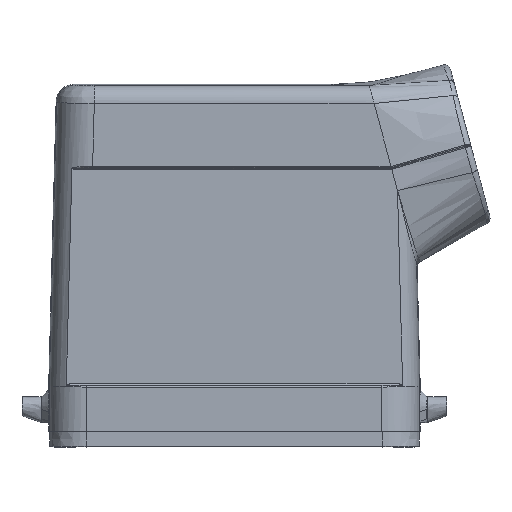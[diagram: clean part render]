
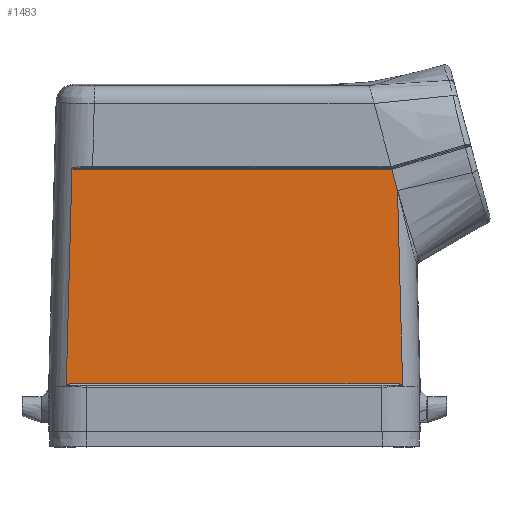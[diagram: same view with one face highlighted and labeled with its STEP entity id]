
A CAD part, front view. The second image highlights one B-rep face of the part: STEP entity #1483.
In plain terms, the highlighted planar face has unit normal (0, -1, 0).
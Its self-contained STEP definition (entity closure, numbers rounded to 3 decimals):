
#1483=ADVANCED_FACE('',(#2102),#1897,.F.);
#1897=PLANE('',#8472);
#2102=FACE_OUTER_BOUND('',#2500,.T.);
#2500=EDGE_LOOP('',(#3046,#3047,#3048,#3049,#3050,#3051,#3052,#3053));
#3046=ORIENTED_EDGE('',*,*,#5799,.T.);
#3047=ORIENTED_EDGE('',*,*,#5800,.T.);
#3048=ORIENTED_EDGE('',*,*,#5801,.T.);
#3049=ORIENTED_EDGE('',*,*,#5802,.T.);
#3050=ORIENTED_EDGE('',*,*,#5803,.T.);
#3051=ORIENTED_EDGE('',*,*,#5804,.T.);
#3052=ORIENTED_EDGE('',*,*,#5805,.T.);
#3053=ORIENTED_EDGE('',*,*,#5806,.T.);
#5117=VERTEX_POINT('',#12268);
#5118=VERTEX_POINT('',#12269);
#5119=VERTEX_POINT('',#12280);
#5120=VERTEX_POINT('',#12282);
#5121=VERTEX_POINT('',#12287);
#5122=VERTEX_POINT('',#12289);
#5123=VERTEX_POINT('',#12300);
#5124=VERTEX_POINT('',#12302);
#5799=EDGE_CURVE('',#5117,#5118,#6798,.T.);
#5800=EDGE_CURVE('',#5118,#5119,#7949,.T.);
#5801=EDGE_CURVE('',#5119,#5120,#6799,.T.);
#5802=EDGE_CURVE('',#5120,#5121,#7950,.T.);
#5803=EDGE_CURVE('',#5121,#5122,#6800,.T.);
#5804=EDGE_CURVE('',#5122,#5123,#7951,.T.);
#5805=EDGE_CURVE('',#5123,#5124,#6801,.T.);
#5806=EDGE_CURVE('',#5124,#5117,#7952,.T.);
#6798=LINE('',#12267,#7311);
#6799=LINE('',#12281,#7312);
#6800=LINE('',#12288,#7313);
#6801=LINE('',#12301,#7314);
#7311=VECTOR('',#9112,1.);
#7312=VECTOR('',#9113,1.);
#7313=VECTOR('',#9114,1.);
#7314=VECTOR('',#9115,1.);
#7949=B_SPLINE_CURVE_WITH_KNOTS('',3,(#12270,#12271,#12272,#12273,#12274,
#12275,#12276,#12277,#12278,#12279),.UNSPECIFIED.,.F.,.F.,(4,3,3,4),(0.,
0.628,0.933,1.),.UNSPECIFIED.);
#7950=B_SPLINE_CURVE_WITH_KNOTS('',3,(#12283,#12284,#12285,#12286),
 .UNSPECIFIED.,.F.,.F.,(4,4),(0.,1.),.UNSPECIFIED.);
#7951=B_SPLINE_CURVE_WITH_KNOTS('',3,(#12290,#12291,#12292,#12293,#12294,
#12295,#12296,#12297,#12298,#12299),.UNSPECIFIED.,.F.,.F.,(4,3,3,4),(0.,
0.614,0.915,1.),.UNSPECIFIED.);
#7952=B_SPLINE_CURVE_WITH_KNOTS('',3,(#12303,#12304,#12305,#12306,#12307,
#12308,#12309,#12310,#12311,#12312),.UNSPECIFIED.,.F.,.F.,(4,3,3,4),(0.,
0.067,0.372,1.),.UNSPECIFIED.);
#8472=AXIS2_PLACEMENT_3D('',#12313,#9116,#9117);
#9112=DIRECTION('',(1.,0.,0.));
#9113=DIRECTION('',(-0.026,0.,1.));
#9114=DIRECTION('',(-1.,0.,0.));
#9115=DIRECTION('',(-0.026,0.,-1.));
#9116=DIRECTION('',(0.,1.,0.));
#9117=DIRECTION('',(0.,0.,-1.));
#12267=CARTESIAN_POINT('',(28.065,-13.7,-3.697));
#12268=CARTESIAN_POINT('',(-27.775,-13.7,-3.697));
#12269=CARTESIAN_POINT('',(27.775,-13.7,-3.697));
#12270=CARTESIAN_POINT('',(27.775,-13.7,-3.697));
#12271=CARTESIAN_POINT('',(27.91,-13.7,-3.697));
#12272=CARTESIAN_POINT('',(28.049,-13.7,-3.711));
#12273=CARTESIAN_POINT('',(28.175,-13.7,-3.757));
#12274=CARTESIAN_POINT('',(28.237,-13.7,-3.78));
#12275=CARTESIAN_POINT('',(28.298,-13.7,-3.811));
#12276=CARTESIAN_POINT('',(28.347,-13.7,-3.854));
#12277=CARTESIAN_POINT('',(28.358,-13.7,-3.864));
#12278=CARTESIAN_POINT('',(28.369,-13.7,-3.874));
#12279=CARTESIAN_POINT('',(28.379,-13.7,-3.885));
#12280=CARTESIAN_POINT('',(28.379,-13.7,-3.885));
#12281=CARTESIAN_POINT('',(28.383,-13.7,-4.05));
#12282=CARTESIAN_POINT('',(27.52,-13.7,28.922));
#12283=CARTESIAN_POINT('',(27.52,-13.7,28.922));
#12284=CARTESIAN_POINT('',(27.2,-13.7,30.116));
#12285=CARTESIAN_POINT('',(26.88,-13.7,31.309));
#12286=CARTESIAN_POINT('',(26.56,-13.7,32.503));
#12287=CARTESIAN_POINT('',(26.56,-13.7,32.503));
#12288=CARTESIAN_POINT('',(-27.098,-13.7,32.497));
#12289=CARTESIAN_POINT('',(-26.807,-13.7,32.497));
#12290=CARTESIAN_POINT('',(-26.807,-13.7,32.497));
#12291=CARTESIAN_POINT('',(-26.942,-13.7,32.497));
#12292=CARTESIAN_POINT('',(-27.08,-13.7,32.511));
#12293=CARTESIAN_POINT('',(-27.207,-13.7,32.557));
#12294=CARTESIAN_POINT('',(-27.269,-13.7,32.579));
#12295=CARTESIAN_POINT('',(-27.331,-13.7,32.61));
#12296=CARTESIAN_POINT('',(-27.381,-13.7,32.654));
#12297=CARTESIAN_POINT('',(-27.395,-13.7,32.666));
#12298=CARTESIAN_POINT('',(-27.409,-13.7,32.68));
#12299=CARTESIAN_POINT('',(-27.421,-13.7,32.695));
#12300=CARTESIAN_POINT('',(-27.421,-13.7,32.695));
#12301=CARTESIAN_POINT('',(-27.417,-13.7,32.85));
#12302=CARTESIAN_POINT('',(-28.379,-13.7,-3.885));
#12303=CARTESIAN_POINT('',(-28.379,-13.7,-3.885));
#12304=CARTESIAN_POINT('',(-28.369,-13.7,-3.874));
#12305=CARTESIAN_POINT('',(-28.358,-13.7,-3.864));
#12306=CARTESIAN_POINT('',(-28.347,-13.7,-3.854));
#12307=CARTESIAN_POINT('',(-28.298,-13.7,-3.811));
#12308=CARTESIAN_POINT('',(-28.237,-13.7,-3.78));
#12309=CARTESIAN_POINT('',(-28.175,-13.7,-3.757));
#12310=CARTESIAN_POINT('',(-28.049,-13.7,-3.711));
#12311=CARTESIAN_POINT('',(-27.91,-13.7,-3.697));
#12312=CARTESIAN_POINT('',(-27.775,-13.7,-3.697));
#12313=CARTESIAN_POINT('',(0.,-13.7,0.));
